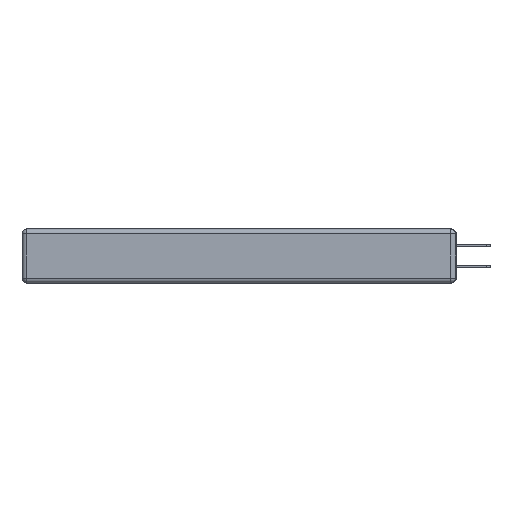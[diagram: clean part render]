
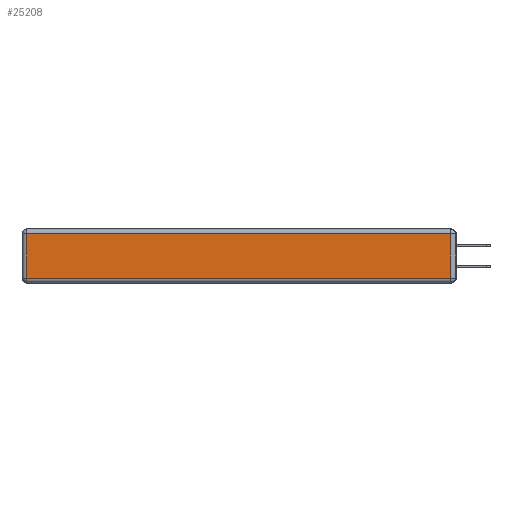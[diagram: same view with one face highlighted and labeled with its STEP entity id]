
A CAD part, left-side view. The second image highlights one B-rep face of the part: STEP entity #25208.
In plain terms, the highlighted planar face has unit normal (-1, 0, 0).
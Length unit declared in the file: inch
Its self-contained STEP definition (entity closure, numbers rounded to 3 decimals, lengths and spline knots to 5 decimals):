
#148 = EDGE_CURVE ( 'NONE', #10782, #23340, #2358, .T. ) ;
#316 = CARTESIAN_POINT ( 'NONE',  ( 0., 0., -0.343 ) ) ;
#1471 = DIRECTION ( 'NONE',  ( 0., -1., 0. ) ) ;
#2358 = LINE ( 'NONE', #9808, #3420 ) ;
#3420 = VECTOR ( 'NONE', #31966, 39.37008 ) ;
#3962 = CARTESIAN_POINT ( 'NONE',  ( 0., 2.72, -0.313 ) ) ;
#4351 = ORIENTED_EDGE ( 'NONE', *, *, #11342, .T. ) ;
#4546 = DIRECTION ( 'NONE',  ( 0., 0., -1. ) ) ;
#6120 = LINE ( 'NONE', #9310, #26358 ) ;
#6695 = EDGE_LOOP ( 'NONE', ( #16816, #15601, #8567, #4351 ) ) ;
#6907 = VECTOR ( 'NONE', #1471, 39.37008 ) ;
#8567 = ORIENTED_EDGE ( 'NONE', *, *, #148, .T. ) ;
#9310 = CARTESIAN_POINT ( 'NONE',  ( 0., 0.03, -0.343 ) ) ;
#9808 = CARTESIAN_POINT ( 'NONE',  ( 0., 2.75, -0.03 ) ) ;
#10098 = LINE ( 'NONE', #14081, #6907 ) ;
#10782 = VERTEX_POINT ( 'NONE', #13306 ) ;
#11342 = EDGE_CURVE ( 'NONE', #23340, #31270, #20824, .T. ) ;
#13066 = EDGE_CURVE ( 'NONE', #31270, #14423, #10098, .T. ) ;
#13306 = CARTESIAN_POINT ( 'NONE',  ( 0., 0.03, -0.03 ) ) ;
#14081 = CARTESIAN_POINT ( 'NONE',  ( 0., 0., -0.313 ) ) ;
#14423 = VERTEX_POINT ( 'NONE', #23250 ) ;
#15341 = PLANE ( 'NONE',  #30330 ) ;
#15601 = ORIENTED_EDGE ( 'NONE', *, *, #18083, .T. ) ;
#16816 = ORIENTED_EDGE ( 'NONE', *, *, #13066, .T. ) ;
#17598 = CARTESIAN_POINT ( 'NONE',  ( 0., 2.72, -0.343 ) ) ;
#18083 = EDGE_CURVE ( 'NONE', #14423, #10782, #6120, .T. ) ;
#19037 = CARTESIAN_POINT ( 'NONE',  ( 0., 2.72, -0.03 ) ) ;
#20824 = LINE ( 'NONE', #17598, #31841 ) ;
#21749 = DIRECTION ( 'NONE',  ( 0., 0., 1. ) ) ;
#22325 = FACE_OUTER_BOUND ( 'NONE', #6695, .T. ) ;
#23224 = DIRECTION ( 'NONE',  ( -1., 0., 0. ) ) ;
#23250 = CARTESIAN_POINT ( 'NONE',  ( 0., 0.03, -0.313 ) ) ;
#23340 = VERTEX_POINT ( 'NONE', #19037 ) ;
#25208 = ADVANCED_FACE ( 'NONE', ( #22325 ), #15341, .T. ) ;
#26358 = VECTOR ( 'NONE', #21749, 39.37008 ) ;
#30330 = AXIS2_PLACEMENT_3D ( 'NONE', #316, #23224, #30586 ) ;
#30586 = DIRECTION ( 'NONE',  ( 0., 0., 1. ) ) ;
#31270 = VERTEX_POINT ( 'NONE', #3962 ) ;
#31841 = VECTOR ( 'NONE', #4546, 39.37008 ) ;
#31966 = DIRECTION ( 'NONE',  ( 0., 1., 0. ) ) ;
